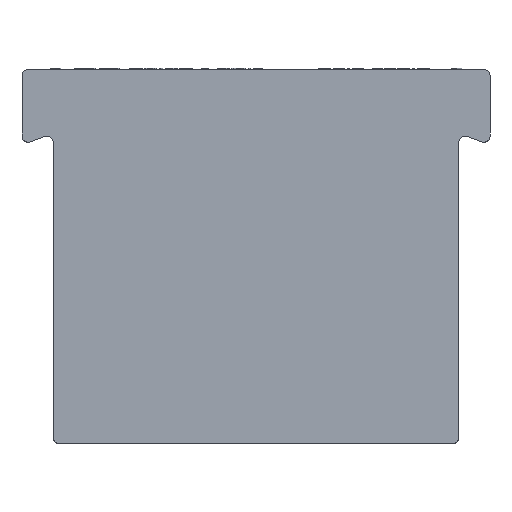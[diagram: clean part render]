
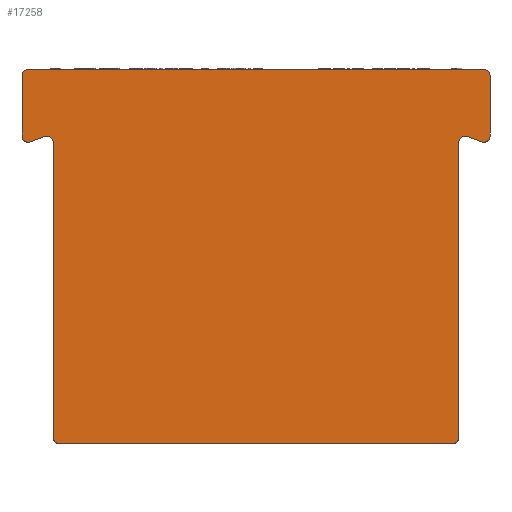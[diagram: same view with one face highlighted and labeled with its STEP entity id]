
A CAD part, left-side view. The second image highlights one B-rep face of the part: STEP entity #17258.
In plain terms, the highlighted planar face has unit normal (-1, 0, 0).
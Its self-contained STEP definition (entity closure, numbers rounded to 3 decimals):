
#46 = EDGE_CURVE ( 'NONE', #3170, #2091, #17521, .T. ) ;
#118 = EDGE_CURVE ( 'NONE', #4991, #19686, #10024, .T. ) ;
#442 = CIRCLE ( 'NONE', #13640, 1. ) ;
#484 = AXIS2_PLACEMENT_3D ( 'NONE', #1219, #8407, #19179 ) ;
#862 = VECTOR ( 'NONE', #10464, 1000. ) ;
#1082 = ORIENTED_EDGE ( 'NONE', *, *, #6812, .T. ) ;
#1182 = VERTEX_POINT ( 'NONE', #12184 ) ;
#1219 = CARTESIAN_POINT ( 'NONE',  ( 0., -37.5, 30. ) ) ;
#1389 = CARTESIAN_POINT ( 'NONE',  ( 0., 33.842, 19.232 ) ) ;
#1392 = AXIS2_PLACEMENT_3D ( 'NONE', #18666, #11574, #23066 ) ;
#1411 = DIRECTION ( 'NONE',  ( 0., 0., -1. ) ) ;
#2091 = VERTEX_POINT ( 'NONE', #16427 ) ;
#2276 = DIRECTION ( 'NONE',  ( 0., 0., -1. ) ) ;
#2682 = EDGE_CURVE ( 'NONE', #2091, #13806, #17310, .T. ) ;
#2839 = VERTEX_POINT ( 'NONE', #11400 ) ;
#2876 = EDGE_LOOP ( 'NONE', ( #15400, #4821, #13366, #10913, #21764, #20455, #15705, #6059, #13424, #19417, #1082, #4816, #20196, #5403, #5486, #20858 ) ) ;
#3170 = VERTEX_POINT ( 'NONE', #8499 ) ;
#3259 = CARTESIAN_POINT ( 'NONE',  ( 0., 33.842, 19.232 ) ) ;
#3264 = DIRECTION ( 'NONE',  ( 0., 0., -1. ) ) ;
#3449 = DIRECTION ( 'NONE',  ( -1., 0., 0. ) ) ;
#3802 = VECTOR ( 'NONE', #6937, 1000. ) ;
#4520 = CARTESIAN_POINT ( 'NONE',  ( 0., 32.5, 18.292 ) ) ;
#4714 = EDGE_CURVE ( 'NONE', #21922, #17560, #5260, .T. ) ;
#4816 = ORIENTED_EDGE ( 'NONE', *, *, #6788, .T. ) ;
#4821 = ORIENTED_EDGE ( 'NONE', *, *, #46, .T. ) ;
#4991 = VERTEX_POINT ( 'NONE', #16450 ) ;
#5177 = VERTEX_POINT ( 'NONE', #5671 ) ;
#5260 = LINE ( 'NONE', #22866, #7893 ) ;
#5403 = ORIENTED_EDGE ( 'NONE', *, *, #12544, .T. ) ;
#5486 = ORIENTED_EDGE ( 'NONE', *, *, #13559, .T. ) ;
#5671 = CARTESIAN_POINT ( 'NONE',  ( 0., -32.5, -29. ) ) ;
#5828 = CARTESIAN_POINT ( 'NONE',  ( 0., 36.5, 30. ) ) ;
#5842 = CARTESIAN_POINT ( 'NONE',  ( 0., 33.5, 18.292 ) ) ;
#6059 = ORIENTED_EDGE ( 'NONE', *, *, #10688, .T. ) ;
#6073 = DIRECTION ( 'NONE',  ( 0., 0., -1. ) ) ;
#6200 = VECTOR ( 'NONE', #13685, 1000. ) ;
#6202 = CARTESIAN_POINT ( 'NONE',  ( 0., -36.5, 19.328 ) ) ;
#6479 = CARTESIAN_POINT ( 'NONE',  ( 0., -37.5, 30. ) ) ;
#6788 = EDGE_CURVE ( 'NONE', #22419, #19686, #21120, .T. ) ;
#6812 = EDGE_CURVE ( 'NONE', #12912, #22419, #9975, .T. ) ;
#6937 = DIRECTION ( 'NONE',  ( 0., 0., -1. ) ) ;
#6986 = CARTESIAN_POINT ( 'NONE',  ( 0., -36.5, 29. ) ) ;
#7844 = DIRECTION ( 'NONE',  ( 1., 0., 0. ) ) ;
#7893 = VECTOR ( 'NONE', #3264, 1000. ) ;
#8083 = DIRECTION ( 'NONE',  ( 0., 0., -1. ) ) ;
#8363 = AXIS2_PLACEMENT_3D ( 'NONE', #6986, #3449, #18101 ) ;
#8407 = DIRECTION ( 'NONE',  ( 1., 0., 0. ) ) ;
#8499 = CARTESIAN_POINT ( 'NONE',  ( 0., 37.5, 19.328 ) ) ;
#8521 = CARTESIAN_POINT ( 'NONE',  ( 0., -36.158, 18.389 ) ) ;
#9110 = DIRECTION ( 'NONE',  ( 0., 0., 1. ) ) ;
#9234 = CARTESIAN_POINT ( 'NONE',  ( 0., 31.5, -30. ) ) ;
#9245 = EDGE_CURVE ( 'NONE', #13806, #21922, #13384, .T. ) ;
#9365 = CARTESIAN_POINT ( 'NONE',  ( 0., -37.5, 30. ) ) ;
#9635 = CARTESIAN_POINT ( 'NONE',  ( 0., -36.158, 18.389 ) ) ;
#9794 = VECTOR ( 'NONE', #9863, 1000. ) ;
#9863 = DIRECTION ( 'NONE',  ( 0., -0.94, -0.342 ) ) ;
#9975 = LINE ( 'NONE', #9635, #9794 ) ;
#10024 = LINE ( 'NONE', #6479, #6200 ) ;
#10383 = DIRECTION ( 'NONE',  ( -1., 0., 0. ) ) ;
#10464 = DIRECTION ( 'NONE',  ( 0., -0.94, 0.342 ) ) ;
#10657 = CARTESIAN_POINT ( 'NONE',  ( 0., 36.5, 29. ) ) ;
#10688 = EDGE_CURVE ( 'NONE', #18173, #5177, #11573, .T. ) ;
#10842 = CARTESIAN_POINT ( 'NONE',  ( 0., 37.5, 30. ) ) ;
#10913 = ORIENTED_EDGE ( 'NONE', *, *, #9245, .T. ) ;
#11029 = DIRECTION ( 'NONE',  ( 0., 1., 0. ) ) ;
#11400 = CARTESIAN_POINT ( 'NONE',  ( 0., 37.5, 29. ) ) ;
#11417 = DIRECTION ( 'NONE',  ( -1., 0., 0. ) ) ;
#11478 = CARTESIAN_POINT ( 'NONE',  ( 0., -37.5, -30. ) ) ;
#11535 = AXIS2_PLACEMENT_3D ( 'NONE', #5842, #7844, #6073 ) ;
#11573 = CIRCLE ( 'NONE', #1392, 1. ) ;
#11574 = DIRECTION ( 'NONE',  ( -1., 0., 0. ) ) ;
#11785 = LINE ( 'NONE', #12887, #19359 ) ;
#11872 = AXIS2_PLACEMENT_3D ( 'NONE', #22899, #10383, #1411 ) ;
#11967 = PLANE ( 'NONE',  #484 ) ;
#12149 = CIRCLE ( 'NONE', #23084, 1. ) ;
#12184 = CARTESIAN_POINT ( 'NONE',  ( 0., -32.5, 18.292 ) ) ;
#12314 = CARTESIAN_POINT ( 'NONE',  ( 0., -36.5, 30. ) ) ;
#12508 = CIRCLE ( 'NONE', #8363, 1. ) ;
#12533 = VERTEX_POINT ( 'NONE', #9234 ) ;
#12544 = EDGE_CURVE ( 'NONE', #4991, #19232, #12508, .T. ) ;
#12545 = EDGE_CURVE ( 'NONE', #20750, #2839, #12149, .T. ) ;
#12778 = EDGE_CURVE ( 'NONE', #17560, #12533, #442, .T. ) ;
#12812 = AXIS2_PLACEMENT_3D ( 'NONE', #6202, #11417, #8083 ) ;
#12817 = CARTESIAN_POINT ( 'NONE',  ( 0., -37.5, 19.328 ) ) ;
#12887 = CARTESIAN_POINT ( 'NONE',  ( 0., -32.5, -30. ) ) ;
#12912 = VERTEX_POINT ( 'NONE', #16286 ) ;
#13141 = EDGE_CURVE ( 'NONE', #2839, #3170, #14263, .T. ) ;
#13366 = ORIENTED_EDGE ( 'NONE', *, *, #2682, .T. ) ;
#13384 = CIRCLE ( 'NONE', #11535, 1. ) ;
#13424 = ORIENTED_EDGE ( 'NONE', *, *, #17461, .T. ) ;
#13559 = EDGE_CURVE ( 'NONE', #19232, #20750, #22348, .T. ) ;
#13640 = AXIS2_PLACEMENT_3D ( 'NONE', #16785, #18452, #2276 ) ;
#13685 = DIRECTION ( 'NONE',  ( 0., 0., -1. ) ) ;
#13806 = VERTEX_POINT ( 'NONE', #1389 ) ;
#14140 = CARTESIAN_POINT ( 'NONE',  ( 0., 32.5, -29. ) ) ;
#14187 = CIRCLE ( 'NONE', #17599, 1. ) ;
#14196 = DIRECTION ( 'NONE',  ( 0., 0., -1. ) ) ;
#14263 = LINE ( 'NONE', #10842, #3802 ) ;
#14782 = LINE ( 'NONE', #11478, #23176 ) ;
#15400 = ORIENTED_EDGE ( 'NONE', *, *, #13141, .T. ) ;
#15705 = ORIENTED_EDGE ( 'NONE', *, *, #18514, .F. ) ;
#15708 = DIRECTION ( 'NONE',  ( 0., 0., -1. ) ) ;
#16286 = CARTESIAN_POINT ( 'NONE',  ( 0., -33.842, 19.232 ) ) ;
#16427 = CARTESIAN_POINT ( 'NONE',  ( 0., 36.158, 18.389 ) ) ;
#16450 = CARTESIAN_POINT ( 'NONE',  ( 0., -37.5, 29. ) ) ;
#16785 = CARTESIAN_POINT ( 'NONE',  ( 0., 31.5, -29. ) ) ;
#17258 = ADVANCED_FACE ( 'NONE', ( #20937 ), #11967, .F. ) ;
#17310 = LINE ( 'NONE', #3259, #862 ) ;
#17360 = CARTESIAN_POINT ( 'NONE',  ( 0., -33.5, 18.292 ) ) ;
#17461 = EDGE_CURVE ( 'NONE', #5177, #1182, #11785, .T. ) ;
#17521 = CIRCLE ( 'NONE', #11872, 1. ) ;
#17560 = VERTEX_POINT ( 'NONE', #14140 ) ;
#17599 = AXIS2_PLACEMENT_3D ( 'NONE', #17360, #22791, #15708 ) ;
#18101 = DIRECTION ( 'NONE',  ( 0., 0., -1. ) ) ;
#18173 = VERTEX_POINT ( 'NONE', #22481 ) ;
#18338 = DIRECTION ( 'NONE',  ( 0., 1., 0. ) ) ;
#18452 = DIRECTION ( 'NONE',  ( -1., 0., 0. ) ) ;
#18514 = EDGE_CURVE ( 'NONE', #18173, #12533, #14782, .T. ) ;
#18666 = CARTESIAN_POINT ( 'NONE',  ( 0., -31.5, -29. ) ) ;
#19179 = DIRECTION ( 'NONE',  ( 0., 0., -1. ) ) ;
#19232 = VERTEX_POINT ( 'NONE', #12314 ) ;
#19359 = VECTOR ( 'NONE', #9110, 1000. ) ;
#19417 = ORIENTED_EDGE ( 'NONE', *, *, #21376, .T. ) ;
#19686 = VERTEX_POINT ( 'NONE', #12817 ) ;
#20196 = ORIENTED_EDGE ( 'NONE', *, *, #118, .F. ) ;
#20455 = ORIENTED_EDGE ( 'NONE', *, *, #12778, .T. ) ;
#20750 = VERTEX_POINT ( 'NONE', #5828 ) ;
#20805 = VECTOR ( 'NONE', #11029, 1000. ) ;
#20858 = ORIENTED_EDGE ( 'NONE', *, *, #12545, .T. ) ;
#20937 = FACE_OUTER_BOUND ( 'NONE', #2876, .T. ) ;
#21120 = CIRCLE ( 'NONE', #12812, 1. ) ;
#21376 = EDGE_CURVE ( 'NONE', #1182, #12912, #14187, .T. ) ;
#21764 = ORIENTED_EDGE ( 'NONE', *, *, #4714, .T. ) ;
#21861 = DIRECTION ( 'NONE',  ( -1., 0., 0. ) ) ;
#21922 = VERTEX_POINT ( 'NONE', #4520 ) ;
#22348 = LINE ( 'NONE', #9365, #20805 ) ;
#22419 = VERTEX_POINT ( 'NONE', #8521 ) ;
#22481 = CARTESIAN_POINT ( 'NONE',  ( 0., -31.5, -30. ) ) ;
#22791 = DIRECTION ( 'NONE',  ( 1., 0., 0. ) ) ;
#22866 = CARTESIAN_POINT ( 'NONE',  ( 0., 32.5, 20. ) ) ;
#22899 = CARTESIAN_POINT ( 'NONE',  ( 0., 36.5, 19.328 ) ) ;
#23066 = DIRECTION ( 'NONE',  ( 0., 0., -1. ) ) ;
#23084 = AXIS2_PLACEMENT_3D ( 'NONE', #10657, #21861, #14196 ) ;
#23176 = VECTOR ( 'NONE', #18338, 1000. ) ;
